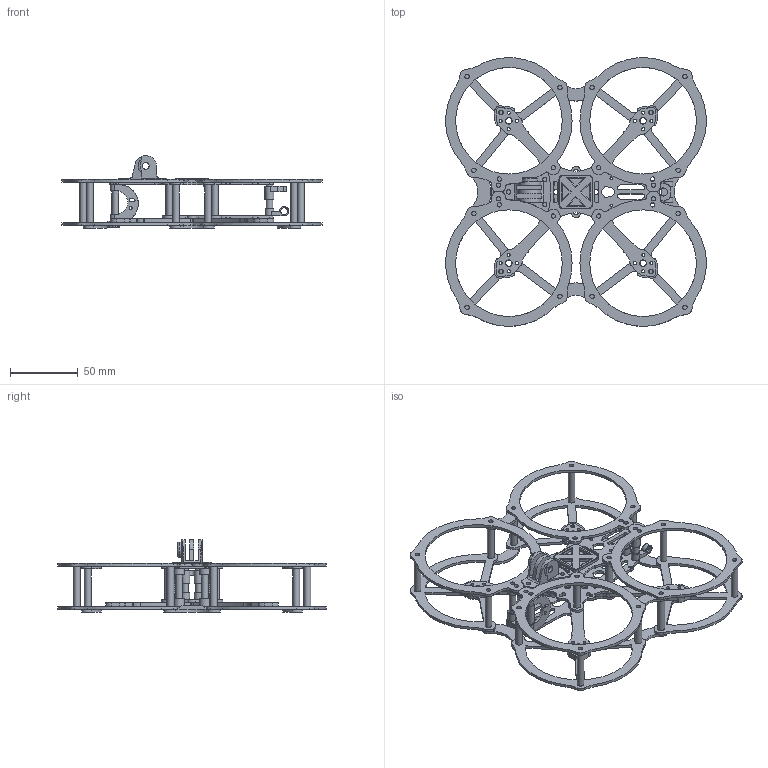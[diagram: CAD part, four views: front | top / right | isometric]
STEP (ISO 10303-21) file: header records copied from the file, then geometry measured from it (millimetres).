
FILE_DESCRIPTION(/* description */ (''),/* implementation_level */ '2;1');
FILE_NAME(/* name */ 'humblebee.step',/* time_stamp */ '2022-12-11T14:21:19+01:00',/* author */ (''),/* organization */ (''),/* preprocessor_version */ 'ST-DEVELOPER v19.2',/* originating_system */ 'Autodesk Translation Framework v11.17.0.187',/* authorisation */ '');
FILE_SCHEMA (('AUTOMOTIVE_DESIGN { 1 0 10303 214 3 1 1 }'));
Length unit declared in the file: millimetre
Products named in the file (1): wherjherj
Bounding box: 191.92 x 198.04 x 53.38 mm (x, y, z)
Volume: 80339.3 mm3; surface area: 96995.8 mm2
Topology: 53 solids, 53 shells, 1348 faces, 3655 edges, 2418 vertices
Faces by surface type: cylinder 912, plane 396, bspline 25, torus 15
Full cylindrical faces by diameter (mm): 1.95 x4, 2.2 x50, 2.3 x12, 2.45 x4, 2.781 x4, 3.2 x104, 4.437 x4, 4.5 x12, 5 x32, 5.1 x5, 6 x1, 6.5 x2, 6.597 x1, 6.598 x1, 11.353 x1, 78.6 x4
Entity records: 46220 total; most frequent: CARTESIAN_POINT 9590, DIRECTION 8120, ORIENTED_EDGE 7306, EDGE_CURVE 3653, AXIS2_PLACEMENT_3D 3212, VERTEX_POINT 2418, CIRCLE 1874, EDGE_LOOP 1805
